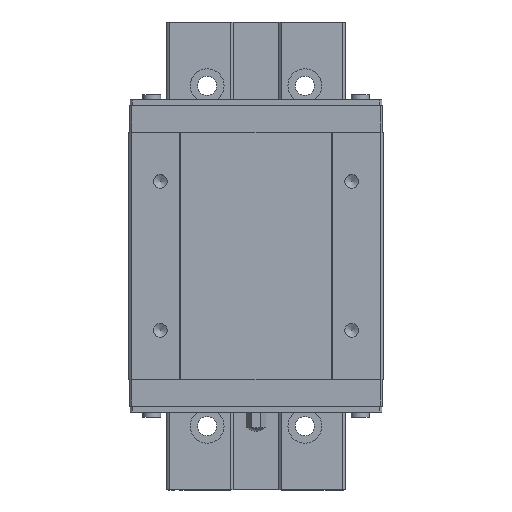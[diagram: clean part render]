
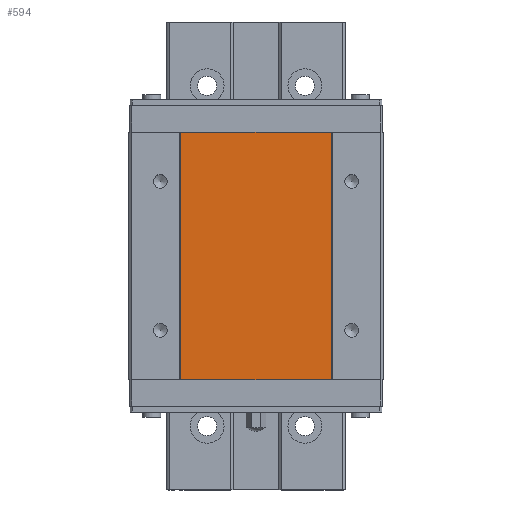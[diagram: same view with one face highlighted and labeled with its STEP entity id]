
A CAD part, top view. The second image highlights one B-rep face of the part: STEP entity #594.
In plain terms, the highlighted planar face has unit normal (0, 0, 1).
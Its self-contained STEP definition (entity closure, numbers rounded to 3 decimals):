
#594 = ADVANCED_FACE( '', ( #1240 ), #1241, .T. );
#1240 = FACE_OUTER_BOUND( '', #1937, .T. );
#1241 = PLANE( '', #1938 );
#1937 = EDGE_LOOP( '', ( #3432, #3433, #3434, #3435 ) );
#1938 = AXIS2_PLACEMENT_3D( '', #3436, #3437, #3438 );
#3432 = ORIENTED_EDGE( '', *, *, #4531, .F. );
#3433 = ORIENTED_EDGE( '', *, *, #4614, .F. );
#3434 = ORIENTED_EDGE( '', *, *, #4469, .T. );
#3435 = ORIENTED_EDGE( '', *, *, #4143, .T. );
#3436 = CARTESIAN_POINT( '', ( -17.7, -29.1, 15.7 ) );
#3437 = DIRECTION( '', ( 0., 0., 1. ) );
#3438 = DIRECTION( '', ( 1., 0., 0. ) );
#4143 = EDGE_CURVE( '', #4983, #4980, #4984, .T. );
#4469 = EDGE_CURVE( '', #5498, #4983, #5499, .T. );
#4531 = EDGE_CURVE( '', #5585, #4980, #5587, .T. );
#4614 = EDGE_CURVE( '', #5498, #5585, #5686, .T. );
#4980 = VERTEX_POINT( '', #6153 );
#4983 = VERTEX_POINT( '', #6157 );
#4984 = LINE( '', #6158, #6159 );
#5498 = VERTEX_POINT( '', #6891 );
#5499 = LINE( '', #6892, #6893 );
#5585 = VERTEX_POINT( '', #7018 );
#5587 = LINE( '', #7021, #7022 );
#5686 = LINE( '', #7165, #7166 );
#6153 = CARTESIAN_POINT( '', ( 17.7, 29.1, 15.7 ) );
#6157 = CARTESIAN_POINT( '', ( 17.7, -29.1, 15.7 ) );
#6158 = CARTESIAN_POINT( '', ( 17.7, -29.1, 15.7 ) );
#6159 = VECTOR( '', #7478, 1000. );
#6891 = CARTESIAN_POINT( '', ( -17.7, -29.1, 15.7 ) );
#6892 = CARTESIAN_POINT( '', ( -17.7, -29.1, 15.7 ) );
#6893 = VECTOR( '', #7793, 1000. );
#7018 = CARTESIAN_POINT( '', ( -17.7, 29.1, 15.7 ) );
#7021 = CARTESIAN_POINT( '', ( -17.7, 29.1, 15.7 ) );
#7022 = VECTOR( '', #7849, 1000. );
#7165 = CARTESIAN_POINT( '', ( -17.7, -29.1, 15.7 ) );
#7166 = VECTOR( '', #7915, 1000. );
#7478 = DIRECTION( '', ( 0., 1., 0. ) );
#7793 = DIRECTION( '', ( 1., 0., 0. ) );
#7849 = DIRECTION( '', ( 1., 0., 0. ) );
#7915 = DIRECTION( '', ( 0., 1., 0. ) );
